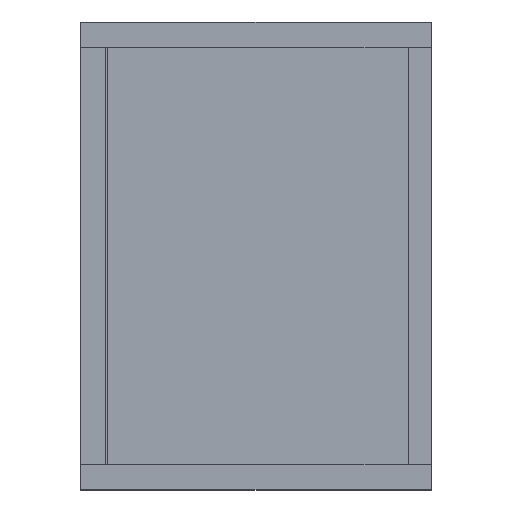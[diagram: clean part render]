
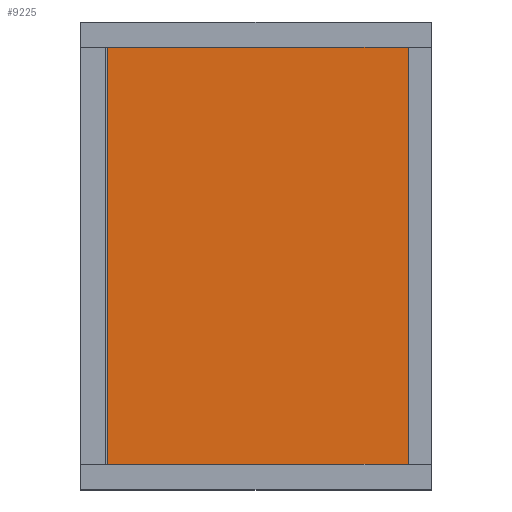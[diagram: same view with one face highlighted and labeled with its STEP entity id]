
A CAD part, top view. The second image highlights one B-rep face of the part: STEP entity #9225.
In plain terms, the highlighted planar face has unit normal (0, 0, 1).
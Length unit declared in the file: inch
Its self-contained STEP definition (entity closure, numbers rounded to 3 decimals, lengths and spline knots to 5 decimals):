
#9027=CARTESIAN_POINT('',(0.30709,-0.42126,1.1878));
#9028=VERTEX_POINT('',#9027);
#9035=CARTESIAN_POINT('',(-0.29921,-0.42126,1.1878));
#9036=VERTEX_POINT('',#9035);
#9037=CARTESIAN_POINT('',(0.30709,-0.42126,1.1878));
#9038=DIRECTION('',(-1.0,0.0,0.0));
#9039=VECTOR('',#9038,0.6063);
#9040=LINE('',#9037,#9039);
#9041=EDGE_CURVE('',#9028,#9036,#9040,.T.);
#9112=CARTESIAN_POINT('',(-0.29921,0.42126,1.1878));
#9113=VERTEX_POINT('',#9112);
#9114=CARTESIAN_POINT('',(-0.29921,-0.42126,1.1878));
#9115=DIRECTION('',(0.0,1.0,0.0));
#9116=VECTOR('',#9115,0.84252);
#9117=LINE('',#9114,#9116);
#9118=EDGE_CURVE('',#9036,#9113,#9117,.T.);
#9159=CARTESIAN_POINT('',(0.30709,0.42126,1.1878));
#9160=VERTEX_POINT('',#9159);
#9161=CARTESIAN_POINT('',(-0.29921,0.42126,1.1878));
#9162=DIRECTION('',(1.0,0.0,0.0));
#9163=VECTOR('',#9162,0.6063);
#9164=LINE('',#9161,#9163);
#9165=EDGE_CURVE('',#9113,#9160,#9164,.T.);
#9198=CARTESIAN_POINT('',(0.30709,0.42126,1.1878));
#9199=DIRECTION('',(0.0,-1.0,0.0));
#9200=VECTOR('',#9199,0.84252);
#9201=LINE('',#9198,#9200);
#9202=EDGE_CURVE('',#9160,#9028,#9201,.T.);
#9214=CARTESIAN_POINT('',(-0.32953,-0.46339,1.1878));
#9215=DIRECTION('',(0.0,0.0,1.0));
#9216=DIRECTION('',(1.0,0.0,0.0));
#9217=AXIS2_PLACEMENT_3D('',#9214,#9215,#9216);
#9218=PLANE('',#9217);
#9219=ORIENTED_EDGE('',*,*,#9118,.F.);
#9220=ORIENTED_EDGE('',*,*,#9041,.F.);
#9221=ORIENTED_EDGE('',*,*,#9202,.F.);
#9222=ORIENTED_EDGE('',*,*,#9165,.F.);
#9223=EDGE_LOOP('',(#9219,#9220,#9221,#9222));
#9224=FACE_OUTER_BOUND('',#9223,.T.);
#9225=ADVANCED_FACE('',(#9224),#9218,.T.);
